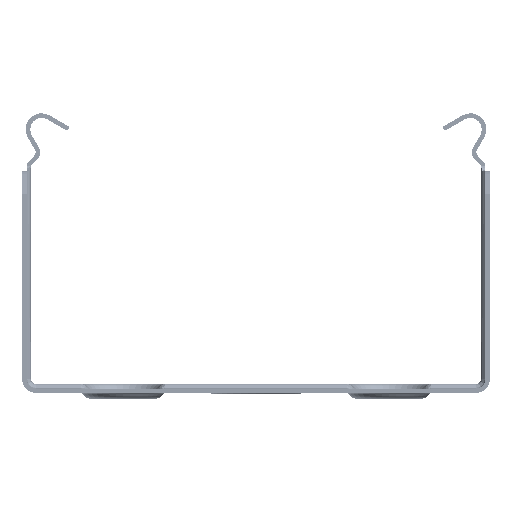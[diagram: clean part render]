
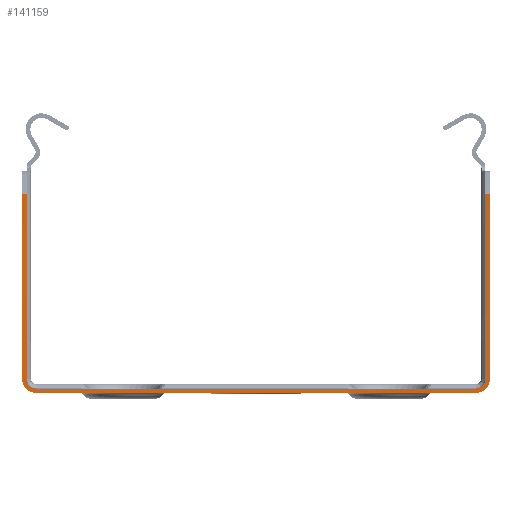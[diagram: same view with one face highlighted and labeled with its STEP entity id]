
A CAD part, front view. The second image highlights one B-rep face of the part: STEP entity #141159.
In plain terms, the highlighted planar face has unit normal (0, -1, 0).
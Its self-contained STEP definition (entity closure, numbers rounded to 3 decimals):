
#6882=PLANE('',#157644);
#14971=FACE_OUTER_BOUND('',#24662,.T.);
#24662=EDGE_LOOP('',(#130224,#130225,#130226,#130227,#130228,#130229,#130230,
#130231,#130232,#130233,#130234,#130235));
#33069=CIRCLE('',#157634,3.);
#33070=CIRCLE('',#157637,3.);
#33071=CIRCLE('',#157640,2.);
#33072=CIRCLE('',#157643,2.);
#42107=LINE('',#235426,#53922);
#44647=LINE('',#243735,#56462);
#44649=LINE('',#243741,#56464);
#44814=LINE('',#244236,#56629);
#44817=LINE('',#244242,#56632);
#44881=LINE('',#244482,#56696);
#44884=LINE('',#244489,#56699);
#44886=LINE('',#244496,#56701);
#53922=VECTOR('',#193001,10.);
#56462=VECTOR('',#201589,10.);
#56464=VECTOR('',#201593,10.);
#56629=VECTOR('',#202092,10.);
#56632=VECTOR('',#202097,10.);
#56696=VECTOR('',#202367,10.);
#56699=VECTOR('',#202376,10.);
#56701=VECTOR('',#202384,10.);
#66468=VERTEX_POINT('',#235423);
#66469=VERTEX_POINT('',#235425);
#69212=VERTEX_POINT('',#243729);
#69214=VERTEX_POINT('',#243733);
#69215=VERTEX_POINT('',#243737);
#69217=VERTEX_POINT('',#243740);
#69380=VERTEX_POINT('',#244234);
#69382=VERTEX_POINT('',#244240);
#69437=VERTEX_POINT('',#244481);
#69438=VERTEX_POINT('',#244485);
#69439=VERTEX_POINT('',#244491);
#69440=VERTEX_POINT('',#244495);
#85189=EDGE_CURVE('',#66469,#66468,#42107,.T.);
#89329=EDGE_CURVE('',#69212,#69214,#44647,.T.);
#89331=EDGE_CURVE('',#69217,#69215,#44649,.T.);
#89580=EDGE_CURVE('',#69214,#69380,#44814,.T.);
#89583=EDGE_CURVE('',#69215,#69382,#44817,.T.);
#89695=EDGE_CURVE('',#69380,#66469,#33069,.T.);
#89696=EDGE_CURVE('',#69437,#69212,#44881,.T.);
#89699=EDGE_CURVE('',#66468,#69438,#33070,.T.);
#89700=EDGE_CURVE('',#69438,#69217,#44884,.T.);
#89701=EDGE_CURVE('',#69439,#69437,#33071,.T.);
#89703=EDGE_CURVE('',#69440,#69439,#44886,.T.);
#89705=EDGE_CURVE('',#69382,#69440,#33072,.T.);
#130224=ORIENTED_EDGE('',*,*,#89331,.T.);
#130225=ORIENTED_EDGE('',*,*,#89583,.T.);
#130226=ORIENTED_EDGE('',*,*,#89705,.T.);
#130227=ORIENTED_EDGE('',*,*,#89703,.T.);
#130228=ORIENTED_EDGE('',*,*,#89701,.T.);
#130229=ORIENTED_EDGE('',*,*,#89696,.T.);
#130230=ORIENTED_EDGE('',*,*,#89329,.T.);
#130231=ORIENTED_EDGE('',*,*,#89580,.T.);
#130232=ORIENTED_EDGE('',*,*,#89695,.T.);
#130233=ORIENTED_EDGE('',*,*,#85189,.T.);
#130234=ORIENTED_EDGE('',*,*,#89699,.T.);
#130235=ORIENTED_EDGE('',*,*,#89700,.T.);
#141159=ADVANCED_FACE('',(#14971),#6882,.T.);
#157634=AXIS2_PLACEMENT_3D('',#244479,#202363,#202364);
#157637=AXIS2_PLACEMENT_3D('',#244487,#202372,#202373);
#157640=AXIS2_PLACEMENT_3D('',#244492,#202379,#202380);
#157643=AXIS2_PLACEMENT_3D('',#244499,#202388,#202389);
#157644=AXIS2_PLACEMENT_3D('',#244500,#202390,#202391);
#193001=DIRECTION('',(1.,0.,0.));
#201589=DIRECTION('',(-1.,0.,0.));
#201593=DIRECTION('',(-1.,0.,0.));
#202092=DIRECTION('',(0.,0.,-1.));
#202097=DIRECTION('',(0.,0.,-1.));
#202363=DIRECTION('center_axis',(0.,-1.,0.));
#202364=DIRECTION('ref_axis',(-1.,0.,0.));
#202367=DIRECTION('',(0.,0.,1.));
#202372=DIRECTION('center_axis',(0.,-1.,0.));
#202373=DIRECTION('ref_axis',(0.,0.,
-1.));
#202376=DIRECTION('',(0.,0.,1.));
#202379=DIRECTION('center_axis',(0.,1.,0.));
#202380=DIRECTION('ref_axis',(1.,0.,0.));
#202384=DIRECTION('',(-1.,0.,0.));
#202388=DIRECTION('center_axis',(0.,1.,0.));
#202389=DIRECTION('ref_axis',(0.,0.,1.));
#202390=DIRECTION('center_axis',(0.,-1.,0.));
#202391=DIRECTION('ref_axis',(0.,0.,-1.));
#235423=CARTESIAN_POINT('',(48.,-50.,-1.));
#235425=CARTESIAN_POINT('',(-48.,-50.,-1.));
#235426=CARTESIAN_POINT('',(-48.,-50.,-1.));
#243729=CARTESIAN_POINT('',(-50.,-50.,42.5));
#243733=CARTESIAN_POINT('',(-51.,-50.,42.5));
#243735=CARTESIAN_POINT('',(25.,-50.,42.5));
#243737=CARTESIAN_POINT('',(50.,-50.,42.5));
#243740=CARTESIAN_POINT('',(51.,-50.,42.5));
#243741=CARTESIAN_POINT('',(25.,-50.,42.5));
#244234=CARTESIAN_POINT('',(-51.,-50.,2.));
#244236=CARTESIAN_POINT('',(-51.,-50.,48.387));
#244240=CARTESIAN_POINT('',(50.,-50.,2.));
#244242=CARTESIAN_POINT('',(50.,-50.,48.387));
#244479=CARTESIAN_POINT('Origin',(-48.,-50.,2.));
#244481=CARTESIAN_POINT('',(-50.,-50.,2.));
#244482=CARTESIAN_POINT('',(-50.,-50.,2.));
#244485=CARTESIAN_POINT('',(51.,-50.,2.));
#244487=CARTESIAN_POINT('Origin',(48.,-50.,2.));
#244489=CARTESIAN_POINT('',(51.,-50.,2.));
#244491=CARTESIAN_POINT('',(-48.,-50.,0.));
#244492=CARTESIAN_POINT('Origin',(-48.,-50.,2.));
#244495=CARTESIAN_POINT('',(48.,-50.,0.));
#244496=CARTESIAN_POINT('',(48.,-50.,0.));
#244499=CARTESIAN_POINT('Origin',(48.,-50.,2.));
#244500=CARTESIAN_POINT('Origin',(0.,-50.,23.25));
